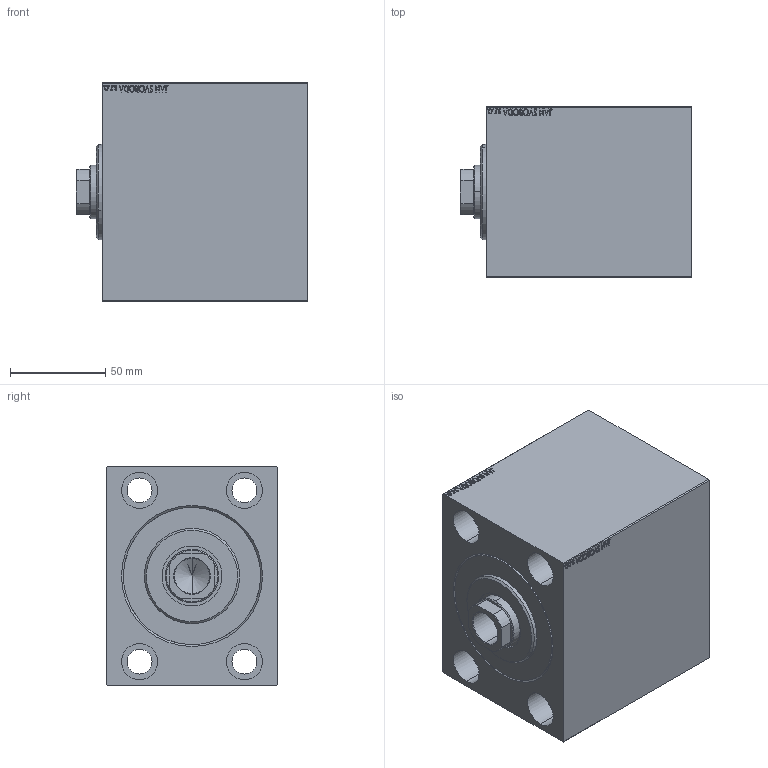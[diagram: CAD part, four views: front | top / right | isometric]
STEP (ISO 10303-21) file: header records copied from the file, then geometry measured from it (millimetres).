
FILE_DESCRIPTION (( 'STEP AP203' ), '1' );
FILE_NAME ('7d45.STEP', '2024-04-02T10:56:00', ( '' ), ( '' ), 'SwSTEP 2.0', 'SolidWorks 2019', '' );
FILE_SCHEMA (( 'CONFIG_CONTROL_DESIGN' ));
Length unit declared in the file: millimetre
Products named in the file (4): V450CM_C_Body 4bd3b1959c1fd6b61cd867f81c7fb8da; 7d45; V450CM_C_VCP 4bd3b1959c1fd6b61cd867f81c7fb8da; V450CM_VC_B 4bd3b1959c1fd6b61cd867f81c7fb8da
Assembly tree (3 placements, depth 2):
  7d45
    V450CM_C_Body 4bd3b1959c1fd6b61cd867f81c7fb8da
    V450CM_C_VCP 4bd3b1959c1fd6b61cd867f81c7fb8da
    V450CM_VC_B 4bd3b1959c1fd6b61cd867f81c7fb8da
Bounding box: 121.5 x 90 x 115 mm (x, y, z)
Volume: 968126.7 mm3; surface area: 137779.8 mm2
Topology: 3 solids, 3 shells, 860 faces, 2202 edges, 1461 vertices
Faces by surface type: plane 408, bspline 380, cylinder 58, cone 14
Entity records: 43842 total; most frequent: CARTESIAN_POINT 25027, ORIENTED_EDGE 4400, DIRECTION 2536, EDGE_CURVE 2200, VERTEX_POINT 1461, VECTOR 1300, LINE 1300, EDGE_LOOP 987
